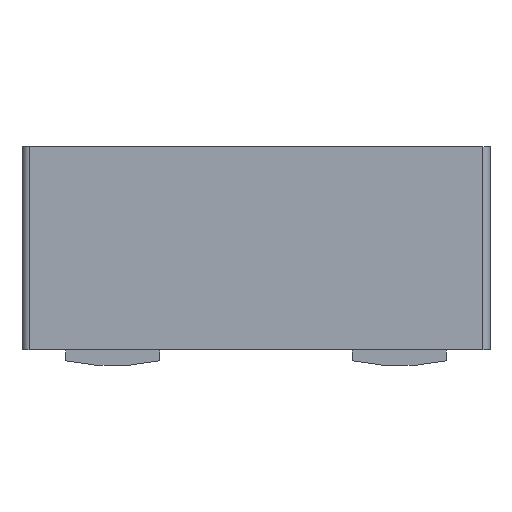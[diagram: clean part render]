
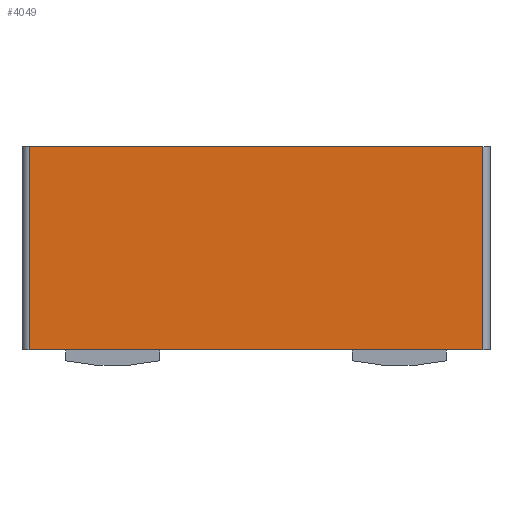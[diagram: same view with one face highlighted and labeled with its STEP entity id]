
A CAD part, left-side view. The second image highlights one B-rep face of the part: STEP entity #4049.
In plain terms, the highlighted planar face has unit normal (-1, 0, 0).
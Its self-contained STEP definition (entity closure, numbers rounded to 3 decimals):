
#3839=CARTESIAN_POINT('',(-3.325,3.125,2.8));
#3840=VERTEX_POINT('',#3839);
#3841=CARTESIAN_POINT('',(-3.325,-3.125,2.8));
#3842=VERTEX_POINT('',#3841);
#3843=CARTESIAN_POINT('',(-3.325,3.125,2.8));
#3844=DIRECTION('',(0.,-1.,0.));
#3845=VECTOR('',#3844,6.25);
#3846=LINE('',#3843,#3845);
#3847=EDGE_CURVE('',#3840,#3842,#3846,.T.);
#4019=CARTESIAN_POINT('',(-3.325,0.,1.4));
#4020=DIRECTION('',(0.,-1.,0.));
#4021=DIRECTION('',(-1.,0.,0.));
#4022=AXIS2_PLACEMENT_3D('',#4019,#4021,#4020);
#4023=PLANE('',#4022);
#4024=CARTESIAN_POINT('',(-3.325,3.125,0.));
#4025=VERTEX_POINT('',#4024);
#4026=CARTESIAN_POINT('',(-3.325,-3.125,0.));
#4027=VERTEX_POINT('',#4026);
#4028=CARTESIAN_POINT('',(-3.325,3.125,0.));
#4029=DIRECTION('',(0.,-1.,0.));
#4030=VECTOR('',#4029,6.25);
#4031=LINE('',#4028,#4030);
#4032=EDGE_CURVE('',#4025,#4027,#4031,.T.);
#4033=ORIENTED_EDGE('',*,*,#4032,.T.);
#4034=CARTESIAN_POINT('',(-3.325,-3.125,0.));
#4035=DIRECTION('',(0.,0.,1.));
#4036=VECTOR('',#4035,2.8);
#4037=LINE('',#4034,#4036);
#4038=EDGE_CURVE('',#4027,#3842,#4037,.T.);
#4039=ORIENTED_EDGE('',*,*,#4038,.T.);
#4040=ORIENTED_EDGE('',*,*,#3847,.F.);
#4041=CARTESIAN_POINT('',(-3.325,3.125,0.));
#4042=DIRECTION('',(0.,0.,1.));
#4043=VECTOR('',#4042,2.8);
#4044=LINE('',#4041,#4043);
#4045=EDGE_CURVE('',#4025,#3840,#4044,.T.);
#4046=ORIENTED_EDGE('',*,*,#4045,.F.);
#4047=EDGE_LOOP('',(#4033,#4039,#4040,#4046));
#4048=FACE_OUTER_BOUND('',#4047,.T.);
#4049=ADVANCED_FACE('',(#4048),#4023,.T.);
